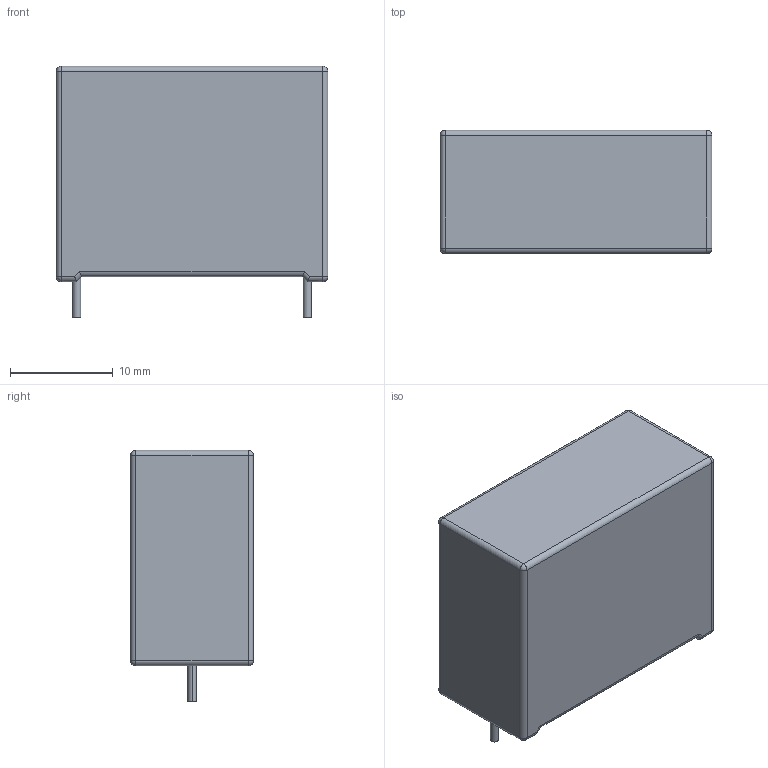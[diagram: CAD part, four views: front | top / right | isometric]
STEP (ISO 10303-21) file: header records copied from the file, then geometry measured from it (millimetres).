
FILE_DESCRIPTION (( 'STEP AP214' ), '1' );
FILE_NAME ('CAP-TH_L26.5-W12.0-H21.0-P22.5.step', '2022-07-01T08:35:56', ( '' ), ( '' ), 'SwSTEP 2.0', 'SolidWorks 2020', '' );
FILE_SCHEMA (( 'AUTOMOTIVE_DESIGN' ));
Length unit declared in the file: millimetre
Products named in the file (1): CAP-TH_L26.5-W12.0-H21.0-P22.5
Bounding box: 26.5 x 12 x 24.5 mm (x, y, z)
Volume: 6382.3 mm3; surface area: 2237.8 mm2
Topology: 1 solids, 1 shells, 274 faces, 725 edges, 466 vertices
Faces by surface type: plane 140, bspline 98, cylinder 28, sphere 8
Entity records: 11885 total; most frequent: CARTESIAN_POINT 2800, ORIENTED_EDGE 1434, DIRECTION 891, EDGE_CURVE 717, VECTOR 473, LINE 473, VERTEX_POINT 466, EDGE_LOOP 295
